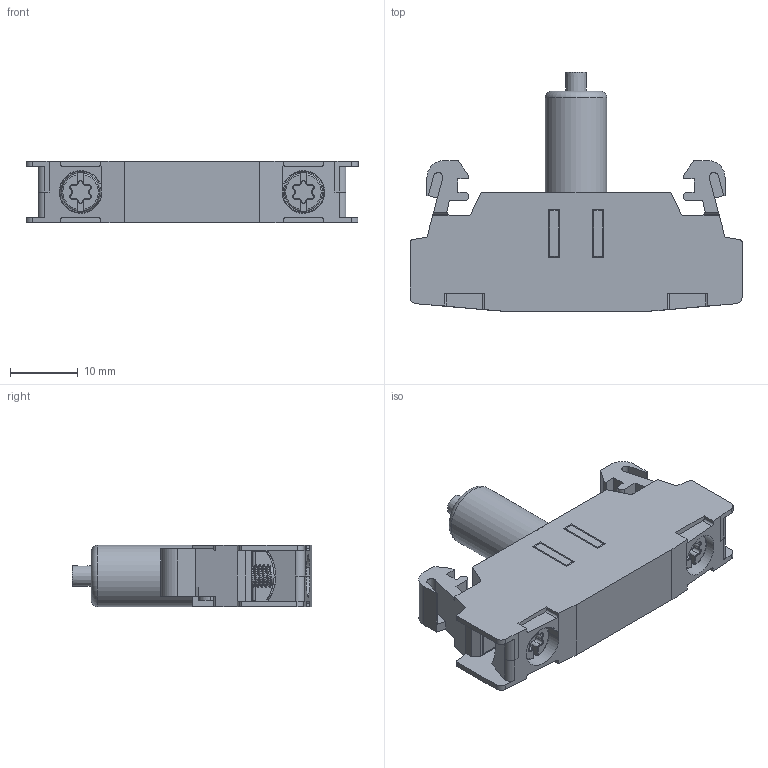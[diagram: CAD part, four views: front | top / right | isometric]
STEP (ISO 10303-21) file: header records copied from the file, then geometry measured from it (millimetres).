
FILE_DESCRIPTION(/* description */ (''),/* implementation_level */ '2;1');
FILE_NAME(/* name */ 'MKLED24W_vereinfacht.stp',/* time_stamp */ '2024-06-27T09:27:57+02:00',/* author */ ('Sz'),/* organization */ (''),/* preprocessor_version */ 'ST-DEVELOPER v19.2',/* originating_system */ 'Autodesk Inventor 2023',/* authorisation */ '');
FILE_SCHEMA (('AUTOMOTIVE_DESIGN { 1 0 10303 214 3 1 1 }'));
Length unit declared in the file: centimetre
Products named in the file (1): Bauteil1306
Bounding box: 49 x 35.35 x 9.1 mm (x, y, z)
Volume: 5504.5 mm3; surface area: 7489.7 mm2
Topology: 3 solids, 9 shells, 707 faces, 1879 edges, 1205 vertices
Faces by surface type: plane 402, cylinder 193, torus 43, cone 39, bspline 30
Full cylindrical faces by diameter (mm): 1 x2, 1.1 x2, 1.2 x2, 2 x4, 2.2 x4, 2.4 x4, 2.85 x2, 3.121 x6, 3.4 x2, 3.45 x6, 4 x2, 4.2 x1, 9.1 x1
Entity records: 32159 total; most frequent: CARTESIAN_POINT 13688, ORIENTED_EDGE 3758, DIRECTION 3594, EDGE_CURVE 1879, VERTEX_POINT 1213, LINE 1200, VECTOR 1200, AXIS2_PLACEMENT_3D 1197
